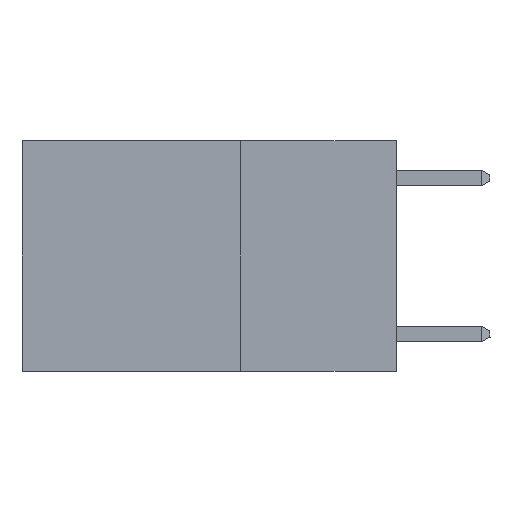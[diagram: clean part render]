
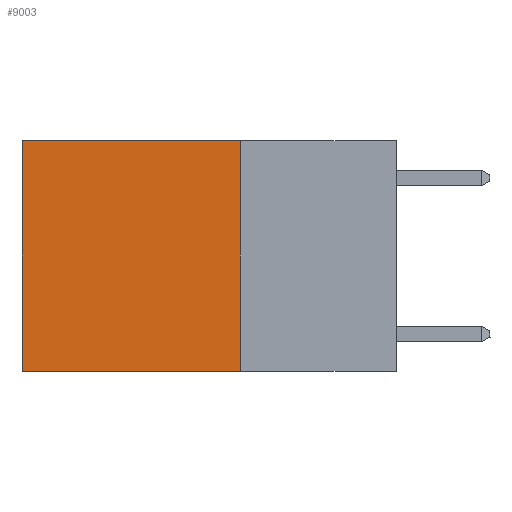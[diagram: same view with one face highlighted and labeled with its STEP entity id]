
A CAD part, left-side view. The second image highlights one B-rep face of the part: STEP entity #9003.
In plain terms, the highlighted planar face has unit normal (-1, 0, 0).
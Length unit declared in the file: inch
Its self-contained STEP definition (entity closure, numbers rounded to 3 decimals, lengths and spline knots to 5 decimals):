
#246 = LINE ( 'NONE', #9567, #10278 ) ;
#296 = DIRECTION ( 'NONE',  ( 1., 0., 0. ) ) ;
#430 = EDGE_LOOP ( 'NONE', ( #9992, #9291, #925, #7136 ) ) ;
#484 = LINE ( 'NONE', #4304, #10486 ) ;
#513 = EDGE_CURVE ( 'NONE', #1469, #6422, #484, .T. ) ;
#925 = ORIENTED_EDGE ( 'NONE', *, *, #10213, .F. ) ;
#1141 = CARTESIAN_POINT ( 'NONE',  ( 0.2625, 0.6, 0. ) ) ;
#1409 = DIRECTION ( 'NONE',  ( 0., 0., -1. ) ) ;
#1469 = VERTEX_POINT ( 'NONE', #1141 ) ;
#1927 = CARTESIAN_POINT ( 'NONE',  ( 0.2625, 0.25, -0.37 ) ) ;
#2013 = VECTOR ( 'NONE', #1409, 39.37008 ) ;
#2105 = FACE_OUTER_BOUND ( 'NONE', #430, .T. ) ;
#2332 = PLANE ( 'NONE',  #7093 ) ;
#2839 = VERTEX_POINT ( 'NONE', #8807 ) ;
#3323 = EDGE_CURVE ( 'NONE', #2839, #1469, #9707, .T. ) ;
#4304 = CARTESIAN_POINT ( 'NONE',  ( 0.2625, 0.6, 0. ) ) ;
#4326 = CARTESIAN_POINT ( 'NONE',  ( 0.2625, 0.6, -0.37 ) ) ;
#4726 = VERTEX_POINT ( 'NONE', #1927 ) ;
#4752 = CARTESIAN_POINT ( 'NONE',  ( 0.2625, 0.25, 0. ) ) ;
#5485 = EDGE_CURVE ( 'NONE', #4726, #6422, #246, .T. ) ;
#5711 = DIRECTION ( 'NONE',  ( 0., 1., 0. ) ) ;
#6308 = CARTESIAN_POINT ( 'NONE',  ( 0.2625, 0.25, 0. ) ) ;
#6422 = VERTEX_POINT ( 'NONE', #4326 ) ;
#6665 = VECTOR ( 'NONE', #5711, 39.37008 ) ;
#7093 = AXIS2_PLACEMENT_3D ( 'NONE', #6308, #296, #7271 ) ;
#7136 = ORIENTED_EDGE ( 'NONE', *, *, #3323, .T. ) ;
#7271 = DIRECTION ( 'NONE',  ( 0., 0., -1. ) ) ;
#7289 = CARTESIAN_POINT ( 'NONE',  ( 0.2625, 0.25, 0. ) ) ;
#8640 = DIRECTION ( 'NONE',  ( 0., 1., 0. ) ) ;
#8807 = CARTESIAN_POINT ( 'NONE',  ( 0.2625, 0.25, 0. ) ) ;
#9003 = ADVANCED_FACE ( 'NONE', ( #2105 ), #2332, .F. ) ;
#9291 = ORIENTED_EDGE ( 'NONE', *, *, #5485, .F. ) ;
#9567 = CARTESIAN_POINT ( 'NONE',  ( 0.2625, 0.25, -0.37 ) ) ;
#9707 = LINE ( 'NONE', #4752, #6665 ) ;
#9992 = ORIENTED_EDGE ( 'NONE', *, *, #513, .T. ) ;
#10213 = EDGE_CURVE ( 'NONE', #2839, #4726, #12099, .T. ) ;
#10278 = VECTOR ( 'NONE', #8640, 39.37008 ) ;
#10486 = VECTOR ( 'NONE', #11556, 39.37008 ) ;
#11556 = DIRECTION ( 'NONE',  ( 0., 0., -1. ) ) ;
#12099 = LINE ( 'NONE', #7289, #2013 ) ;
